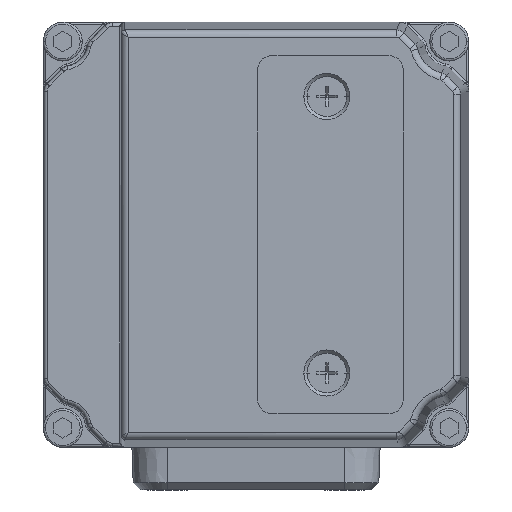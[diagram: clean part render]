
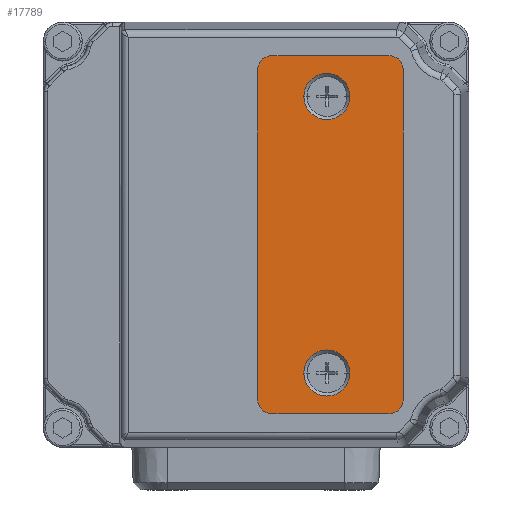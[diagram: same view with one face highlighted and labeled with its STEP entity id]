
A CAD part, front view. The second image highlights one B-rep face of the part: STEP entity #17789.
In plain terms, the highlighted face is planar.
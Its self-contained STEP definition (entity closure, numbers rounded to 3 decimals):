
#13409=CARTESIAN_POINT('',(2.25,23.25,64.7));
#13410=DIRECTION('',(0.,0.,-1.));
#13411=DIRECTION('',(-1.,0.,0.));
#13412=AXIS2_PLACEMENT_3D('',#13409,#13410,#13411);
#13417=DIRECTION('',(1.,0.,0.));
#13418=VECTOR('',#13417,16.5);
#13419=CARTESIAN_POINT('',(2.25,25.25,64.7));
#13420=LINE('',#13419,#13418);
#13424=CARTESIAN_POINT('',(18.75,23.25,64.7));
#13425=DIRECTION('',(0.,0.,-1.));
#13426=DIRECTION('',(0.,1.,0.));
#13427=AXIS2_PLACEMENT_3D('',#13424,#13425,#13426);
#13432=DIRECTION('',(0.,-1.,0.));
#13433=VECTOR('',#13432,46.5);
#13434=CARTESIAN_POINT('',(20.75,23.25,64.7));
#13435=LINE('',#13434,#13433);
#13439=CARTESIAN_POINT('',(18.75,-23.25,64.7));
#13440=DIRECTION('',(0.,0.,-1.));
#13441=DIRECTION('',(1.,0.,0.));
#13442=AXIS2_PLACEMENT_3D('',#13439,#13440,#13441);
#13447=DIRECTION('',(-1.,0.,0.));
#13448=VECTOR('',#13447,16.5);
#13449=CARTESIAN_POINT('',(18.75,-25.25,64.7));
#13450=LINE('',#13449,#13448);
#13454=CARTESIAN_POINT('',(2.25,-23.25,64.7));
#13455=DIRECTION('',(0.,0.,-1.));
#13456=DIRECTION('',(0.,-1.,0.));
#13457=AXIS2_PLACEMENT_3D('',#13454,#13455,#13456);
#13462=DIRECTION('',(0.,1.,0.));
#13463=VECTOR('',#13462,46.5);
#13464=CARTESIAN_POINT('',(0.25,-23.25,64.7));
#13465=LINE('',#13464,#13463);
#13469=CARTESIAN_POINT('',(10.,19.5,64.7));
#13470=DIRECTION('',(0.,0.,1.));
#13471=DIRECTION('',(-1.,0.,0.));
#13472=AXIS2_PLACEMENT_3D('',#13469,#13470,#13471);
#13477=CARTESIAN_POINT('',(10.,19.5,64.7));
#13478=DIRECTION('',(0.,0.,1.));
#13479=DIRECTION('',(1.,0.,0.));
#13480=AXIS2_PLACEMENT_3D('',#13477,#13478,#13479);
#13485=CARTESIAN_POINT('',(10.,-19.5,64.7));
#13486=DIRECTION('',(0.,0.,1.));
#13487=DIRECTION('',(1.,0.,0.));
#13488=AXIS2_PLACEMENT_3D('',#13485,#13486,#13487);
#13493=CARTESIAN_POINT('',(10.,-19.5,64.7));
#13494=DIRECTION('',(0.,0.,1.));
#13495=DIRECTION('',(-1.,0.,0.));
#13496=AXIS2_PLACEMENT_3D('',#13493,#13494,#13495);
#13975=CARTESIAN_POINT('',(13.25,19.5,64.7));
#13976=CARTESIAN_POINT('',(6.75,19.5,64.7));
#13977=VERTEX_POINT('',#13975);
#13978=VERTEX_POINT('',#13976);
#13979=CARTESIAN_POINT('',(0.25,23.25,64.7));
#13980=CARTESIAN_POINT('',(2.25,25.25,64.7));
#13981=VERTEX_POINT('',#13979);
#13982=VERTEX_POINT('',#13980);
#13983=CARTESIAN_POINT('',(18.75,25.25,64.7));
#13984=VERTEX_POINT('',#13983);
#13985=CARTESIAN_POINT('',(20.75,23.25,64.7));
#13986=VERTEX_POINT('',#13985);
#13987=CARTESIAN_POINT('',(20.75,-23.25,64.7));
#13988=VERTEX_POINT('',#13987);
#13989=CARTESIAN_POINT('',(18.75,-25.25,64.7));
#13990=VERTEX_POINT('',#13989);
#13991=CARTESIAN_POINT('',(2.25,-25.25,64.7));
#13992=VERTEX_POINT('',#13991);
#13993=CARTESIAN_POINT('',(0.25,-23.25,64.7));
#13994=VERTEX_POINT('',#13993);
#13995=CARTESIAN_POINT('',(13.25,-19.5,64.7));
#13996=CARTESIAN_POINT('',(6.75,-19.5,64.7));
#13997=VERTEX_POINT('',#13995);
#13998=VERTEX_POINT('',#13996);
#17756=CARTESIAN_POINT('',(0.,0.,64.7));
#17757=DIRECTION('',(0.,0.,1.));
#17758=DIRECTION('',(0.,-1.,0.));
#17759=AXIS2_PLACEMENT_3D('',#17756,#17757,#17758);
#17760=PLANE('',#17759);
#17762=ORIENTED_EDGE('',*,*,#17761,.T.);
#17764=ORIENTED_EDGE('',*,*,#17763,.T.);
#17765=ORIENTED_EDGE('',*,*,#17747,.T.);
#17766=ORIENTED_EDGE('',*,*,#17737,.T.);
#17768=ORIENTED_EDGE('',*,*,#17767,.T.);
#17770=ORIENTED_EDGE('',*,*,#17769,.T.);
#17772=ORIENTED_EDGE('',*,*,#17771,.T.);
#17774=ORIENTED_EDGE('',*,*,#17773,.T.);
#17775=EDGE_LOOP('',(#17762,#17764,#17765,#17766,#17768,#17770,#17772,#17774));
#17776=FACE_OUTER_BOUND('',#17775,.F.);
#17778=ORIENTED_EDGE('',*,*,#17777,.T.);
#17780=ORIENTED_EDGE('',*,*,#17779,.T.);
#17781=EDGE_LOOP('',(#17778,#17780));
#17782=FACE_BOUND('',#17781,.F.);
#17784=ORIENTED_EDGE('',*,*,#17783,.T.);
#17786=ORIENTED_EDGE('',*,*,#17785,.T.);
#17787=EDGE_LOOP('',(#17784,#17786));
#17788=FACE_BOUND('',#17787,.F.);
#17789=ADVANCED_FACE('',(#17776,#17782,#17788),#17760,.T.);
#13413=CIRCLE('',#13412,2.);
#13428=CIRCLE('',#13427,2.);
#13443=CIRCLE('',#13442,2.);
#13458=CIRCLE('',#13457,2.);
#13473=CIRCLE('',#13472,3.25);
#13481=CIRCLE('',#13480,3.25);
#13489=CIRCLE('',#13488,3.25);
#13497=CIRCLE('',#13496,3.25);
#17737=EDGE_CURVE('',#13986,#13988,#13435,.T.);
#17747=EDGE_CURVE('',#13984,#13986,#13428,.T.);
#17761=EDGE_CURVE('',#13981,#13982,#13413,.T.);
#17763=EDGE_CURVE('',#13982,#13984,#13420,.T.);
#17767=EDGE_CURVE('',#13988,#13990,#13443,.T.);
#17769=EDGE_CURVE('',#13990,#13992,#13450,.T.);
#17771=EDGE_CURVE('',#13992,#13994,#13458,.T.);
#17773=EDGE_CURVE('',#13994,#13981,#13465,.T.);
#17777=EDGE_CURVE('',#13978,#13977,#13473,.T.);
#17779=EDGE_CURVE('',#13977,#13978,#13481,.T.);
#17783=EDGE_CURVE('',#13997,#13998,#13489,.T.);
#17785=EDGE_CURVE('',#13998,#13997,#13497,.T.);
